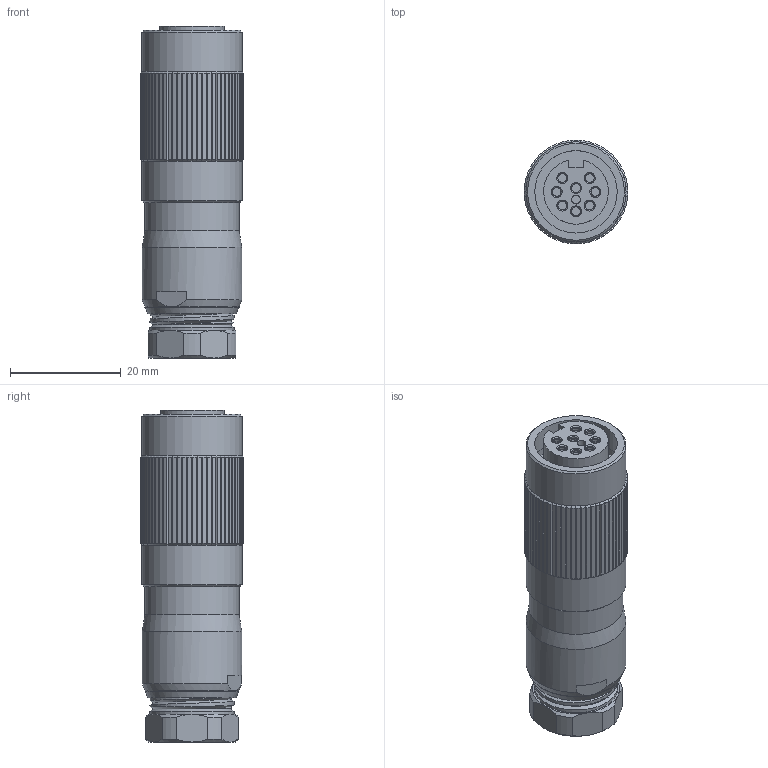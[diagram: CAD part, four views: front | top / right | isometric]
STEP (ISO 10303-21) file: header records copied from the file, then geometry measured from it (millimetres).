
FILE_DESCRIPTION (( 'STEP AP203' ), '1' );
FILE_NAME ('DNK8218-0 9 L.STEP', '2024-08-27T03:33:15', ( '' ), ( '' ), 'SwSTEP 2.0', 'SolidWorks 2017', '' );
FILE_SCHEMA (( 'CONFIG_CONTROL_DESIGN' ));
Length unit declared in the file: millimetre
Products named in the file (1): DNK8218-0 9 L
Bounding box: 18.7 x 18.7 x 60 mm (x, y, z)
Volume: 13356 mm3; surface area: 7089.7 mm2
Topology: 1 solids, 2 shells, 411 faces, 1101 edges, 727 vertices
Faces by surface type: plane 243, cylinder 118, cone 47, bspline 2, torus 1
Full cylindrical faces by diameter (mm): 1.6 x17, 2 x8, 2.1 x8, 10 x1, 14.9 x1, 15.2 x1, 16 x1, 17 x3, 17.1 x2, 18 x1, 18.1 x2
Entity records: 13281 total; most frequent: CARTESIAN_POINT 3736, ORIENTED_EDGE 2010, DIRECTION 1829, EDGE_CURVE 1005, AXIS2_PLACEMENT_3D 740, VERTEX_POINT 693, EDGE_LOOP 508, FACE_OUTER_BOUND 457
